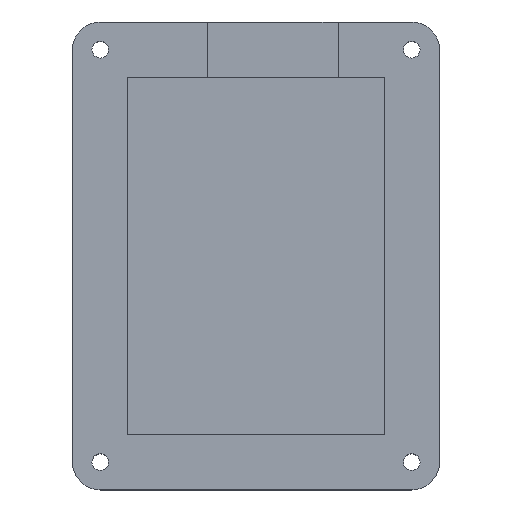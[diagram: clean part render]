
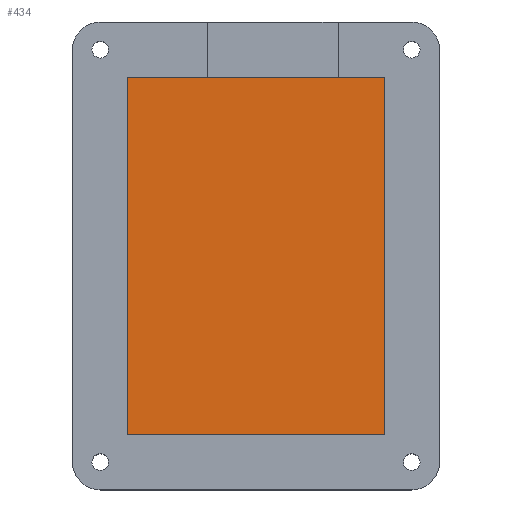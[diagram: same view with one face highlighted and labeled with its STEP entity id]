
A CAD part, top view. The second image highlights one B-rep face of the part: STEP entity #434.
In plain terms, the highlighted planar face has unit normal (0, 0, 1).
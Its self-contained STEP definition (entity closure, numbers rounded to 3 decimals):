
#32=PLANE('',#482);
#50=FACE_OUTER_BOUND('',#76,.T.);
#76=EDGE_LOOP('',(#369,#370,#371,#372));
#122=LINE('',#710,#166);
#124=LINE('',#715,#168);
#125=LINE('',#716,#169);
#126=LINE('',#717,#170);
#166=VECTOR('',#580,10.);
#168=VECTOR('',#584,10.);
#169=VECTOR('',#585,10.);
#170=VECTOR('',#586,10.);
#225=VERTEX_POINT('',#707);
#226=VERTEX_POINT('',#709);
#227=VERTEX_POINT('',#713);
#228=VERTEX_POINT('',#714);
#278=EDGE_CURVE('',#225,#226,#122,.T.);
#280=EDGE_CURVE('',#227,#228,#124,.T.);
#281=EDGE_CURVE('',#226,#227,#125,.T.);
#282=EDGE_CURVE('',#228,#225,#126,.T.);
#369=ORIENTED_EDGE('',*,*,#280,.F.);
#370=ORIENTED_EDGE('',*,*,#281,.F.);
#371=ORIENTED_EDGE('',*,*,#278,.F.);
#372=ORIENTED_EDGE('',*,*,#282,.F.);
#434=ADVANCED_FACE('',(#50),#32,.T.);
#482=AXIS2_PLACEMENT_3D('',#712,#582,#583);
#580=DIRECTION('',(1.,0.,0.));
#582=DIRECTION('center_axis',(0.,0.,1.));
#583=DIRECTION('ref_axis',(1.,0.,0.));
#584=DIRECTION('',(-1.,0.,0.));
#585=DIRECTION('',(0.,-1.,0.));
#586=DIRECTION('',(0.,1.,0.));
#707=CARTESIAN_POINT('',(57.667,-31.303,3.));
#709=CARTESIAN_POINT('',(103.911,-31.303,3.));
#710=CARTESIAN_POINT('',(69.228,-31.303,3.));
#712=CARTESIAN_POINT('Origin',(80.789,-63.54,3.));
#713=CARTESIAN_POINT('',(103.911,-95.778,3.));
#714=CARTESIAN_POINT('',(57.667,-95.778,3.));
#715=CARTESIAN_POINT('',(92.35,-95.778,3.));
#716=CARTESIAN_POINT('',(103.911,-47.422,3.));
#717=CARTESIAN_POINT('',(57.667,-79.659,3.));
